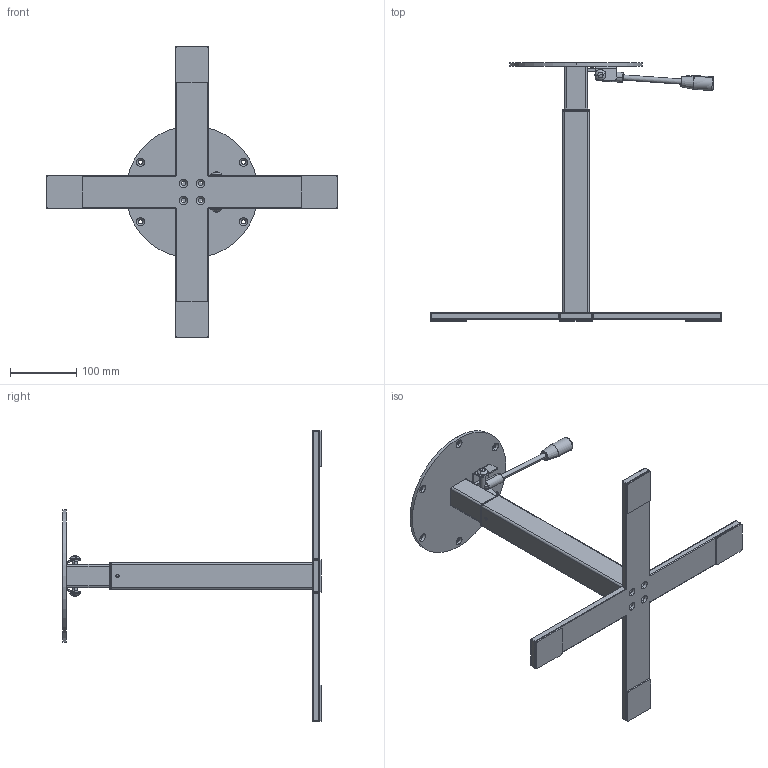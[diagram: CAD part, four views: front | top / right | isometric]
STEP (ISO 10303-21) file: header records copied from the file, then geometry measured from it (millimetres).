
FILE_DESCRIPTION (( 'STEP AP203' ), '1' );
FILE_NAME ('50317x_Pelarstativ gas 440, spak, Sitt_Sitt.STEP', '2019-02-28T15:26:08', ( '' ), ( '' ), 'SwSTEP 2.0', 'SolidWorks 2017', '' );
FILE_SCHEMA (( 'CONFIG_CONTROL_DESIGN' ));
Length unit declared in the file: millimetre
Products named in the file (1): 50317x_Pelarstativ gas 440, spak, Sitt_Sitt
Bounding box: 440 x 390.6 x 440 mm (x, y, z)
Surface area: 329121.1 mm2 (no closed solid volume)
Topology: 0 solids, 41 shells, 285 faces, 921 edges, 652 vertices
Faces by surface type: cylinder 115, plane 112, cone 28, torus 18, sphere 8, bspline 4
Entity records: 10358 total; most frequent: CARTESIAN_POINT 1999, DIRECTION 1865, ORIENTED_EDGE 1432, EDGE_CURVE 921, AXIS2_PLACEMENT_3D 686, VERTEX_POINT 652, LINE 493, VECTOR 493
